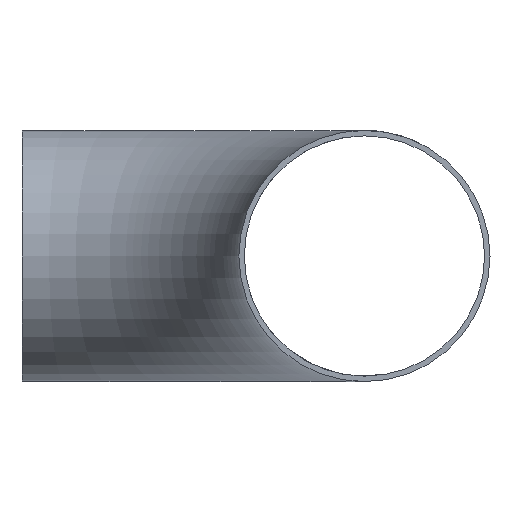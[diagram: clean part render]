
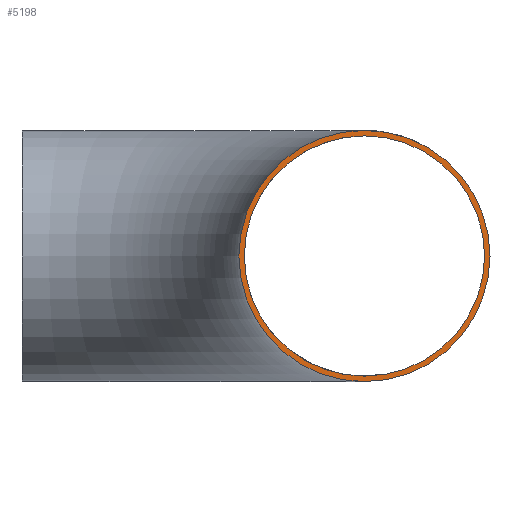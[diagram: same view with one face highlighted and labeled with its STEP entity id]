
A CAD part, left-side view. The second image highlights one B-rep face of the part: STEP entity #5198.
In plain terms, the highlighted planar face has unit normal (-1, 0, 0).
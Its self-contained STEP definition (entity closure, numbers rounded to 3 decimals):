
#428 = EDGE_CURVE ( 'NONE', #23706, #18379, #9317, .T. ) ;
#687 = DIRECTION ( 'NONE',  ( 0., 0., -1. ) ) ;
#1318 = CIRCLE ( 'NONE', #16245, 66.85 ) ;
#1744 = VERTEX_POINT ( 'NONE', #16014 ) ;
#1881 = CARTESIAN_POINT ( 'NONE',  ( 0., 0., 69.85 ) ) ;
#2360 = EDGE_LOOP ( 'NONE', ( #22359, #24509 ) ) ;
#4250 = VERTEX_POINT ( 'NONE', #6625 ) ;
#4587 = CARTESIAN_POINT ( 'NONE',  ( 0., 0., 0. ) ) ;
#4917 = CARTESIAN_POINT ( 'NONE',  ( 0., 0., 0. ) ) ;
#5198 = ADVANCED_FACE ( 'NONE', ( #19267, #25153 ), #22879, .F. ) ;
#5634 = CIRCLE ( 'NONE', #17156, 66.85 ) ;
#6625 = CARTESIAN_POINT ( 'NONE',  ( 0., 0., 66.85 ) ) ;
#6934 = ORIENTED_EDGE ( 'NONE', *, *, #10670, .F. ) ;
#7777 = DIRECTION ( 'NONE',  ( 0., 0., -1. ) ) ;
#7869 = EDGE_CURVE ( 'NONE', #1744, #4250, #5634, .T. ) ;
#8714 = DIRECTION ( 'NONE',  ( 1., 0., 0. ) ) ;
#8949 = CARTESIAN_POINT ( 'NONE',  ( 0., 0., 0. ) ) ;
#9018 = CIRCLE ( 'NONE', #11561, 69.85 ) ;
#9317 = CIRCLE ( 'NONE', #25675, 69.85 ) ;
#9606 = EDGE_CURVE ( 'NONE', #4250, #1744, #1318, .T. ) ;
#10670 = EDGE_CURVE ( 'NONE', #18379, #23706, #9018, .T. ) ;
#11198 = DIRECTION ( 'NONE',  ( 1., 0., 0. ) ) ;
#11561 = AXIS2_PLACEMENT_3D ( 'NONE', #22063, #20954, #7777 ) ;
#11782 = DIRECTION ( 'NONE',  ( 1., 0., 0. ) ) ;
#11907 = DIRECTION ( 'NONE',  ( 0., 0., -1. ) ) ;
#11964 = ORIENTED_EDGE ( 'NONE', *, *, #428, .F. ) ;
#14055 = AXIS2_PLACEMENT_3D ( 'NONE', #4587, #8714, #687 ) ;
#14824 = DIRECTION ( 'NONE',  ( 1., 0., 0. ) ) ;
#16014 = CARTESIAN_POINT ( 'NONE',  ( 0., 0., -66.85 ) ) ;
#16245 = AXIS2_PLACEMENT_3D ( 'NONE', #8949, #14824, #21099 ) ;
#17156 = AXIS2_PLACEMENT_3D ( 'NONE', #19657, #11782, #11907 ) ;
#18379 = VERTEX_POINT ( 'NONE', #1881 ) ;
#19267 = FACE_BOUND ( 'NONE', #2360, .T. ) ;
#19335 = DIRECTION ( 'NONE',  ( 0., 0., -1. ) ) ;
#19657 = CARTESIAN_POINT ( 'NONE',  ( 0., 0., 0. ) ) ;
#20954 = DIRECTION ( 'NONE',  ( 1., 0., 0. ) ) ;
#21099 = DIRECTION ( 'NONE',  ( 0., 0., -1. ) ) ;
#22063 = CARTESIAN_POINT ( 'NONE',  ( 0., 0., 0. ) ) ;
#22359 = ORIENTED_EDGE ( 'NONE', *, *, #9606, .T. ) ;
#22879 = PLANE ( 'NONE',  #14055 ) ;
#23706 = VERTEX_POINT ( 'NONE', #23854 ) ;
#23854 = CARTESIAN_POINT ( 'NONE',  ( 0., 0., -69.85 ) ) ;
#24509 = ORIENTED_EDGE ( 'NONE', *, *, #7869, .T. ) ;
#24672 = EDGE_LOOP ( 'NONE', ( #11964, #6934 ) ) ;
#25153 = FACE_OUTER_BOUND ( 'NONE', #24672, .T. ) ;
#25675 = AXIS2_PLACEMENT_3D ( 'NONE', #4917, #11198, #19335 ) ;
